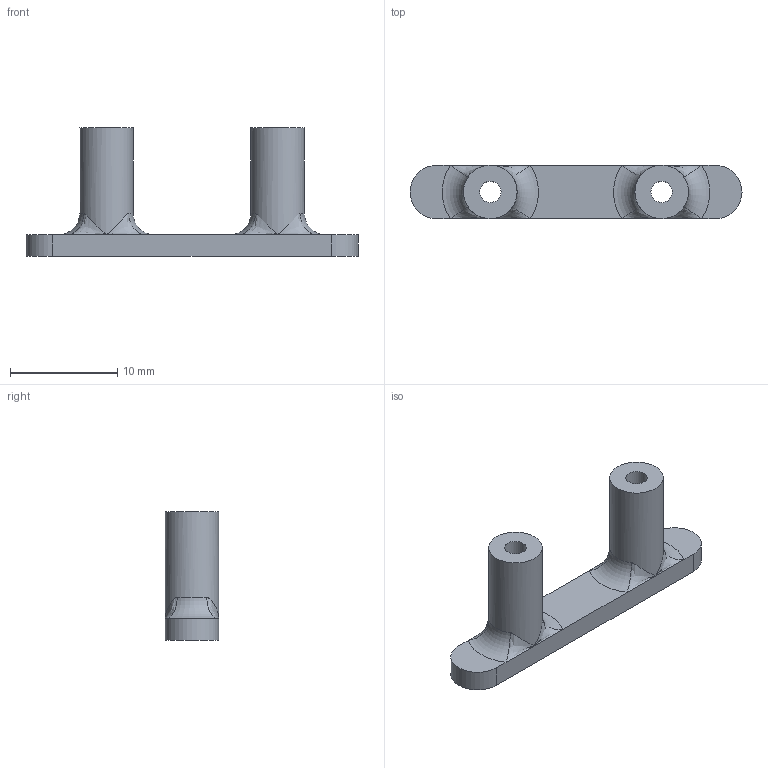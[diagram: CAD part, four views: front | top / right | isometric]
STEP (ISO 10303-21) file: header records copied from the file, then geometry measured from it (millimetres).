
FILE_DESCRIPTION(('STEP AP242'), '1');
FILE_NAME('esp_holder', '', ('UNSPECIFIED'), ('UNSPECIFIED'), 'C3D Converter', 'C3D Toolkit', '');
FILE_SCHEMA(('AP242_MANAGED_MODEL_BASED_3D_ENGINEERING_MIM_LF { 1 0 10303 442 1 1 4 }'));
Length unit declared in the file: millimetre
Bounding box: 31 x 5 x 12 mm (x, y, z)
Volume: 633.9 mm3; surface area: 873.7 mm2
Topology: 1 solids, 1 shells, 26 faces, 68 edges, 36 vertices
Faces by surface type: plane 8, bspline 8, cylinder 6, torus 4
Full cylindrical faces by diameter (mm): 2 x2, 5 x2
Entity records: 1428 total; most frequent: CARTESIAN_POINT 831, DIRECTION 114, ORIENTED_EDGE 112, EDGE_CURVE 56, AXIS2_PLACEMENT_3D 47, VERTEX_POINT 36, EDGE_LOOP 34, FACE_BOUND 28
